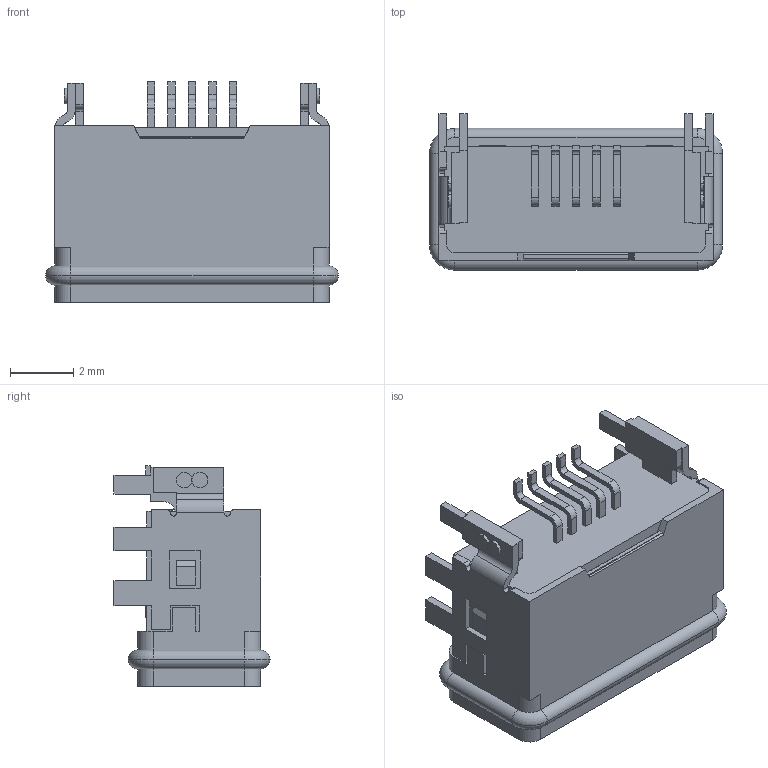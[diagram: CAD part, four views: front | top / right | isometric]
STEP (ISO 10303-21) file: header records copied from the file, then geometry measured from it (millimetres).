
FILE_DESCRIPTION((''),'2;1');
FILE_NAME('2049261103','2018-07-10T',('akumar19'),(''),'PRO/ENGINEER BY PARAMETRIC TECHNOLOGY CORPORATION, 2012310','PRO/ENGINEER BY PARAMETRIC TECHNOLOGY CORPORATION, 2012310','');
FILE_SCHEMA(('CONFIG_CONTROL_DESIGN'));
Length unit declared in the file: millimetre
Products named in the file (1): 2049261103
Bounding box: 9.3 x 4.95 x 7 mm (x, y, z)
Volume: 168.1 mm3; surface area: 301.2 mm2
Topology: 1 solids, 3 shells, 362 faces, 1038 edges, 693 vertices
Faces by surface type: plane 250, cylinder 100, torus 8, sphere 4
Entity records: 11738 total; most frequent: CARTESIAN_POINT 2079, ORIENTED_EDGE 1980, DIRECTION 1977, EDGE_CURVE 990, VECTOR 801, LINE 801, VERTEX_POINT 649, AXIS2_PLACEMENT_3D 588
